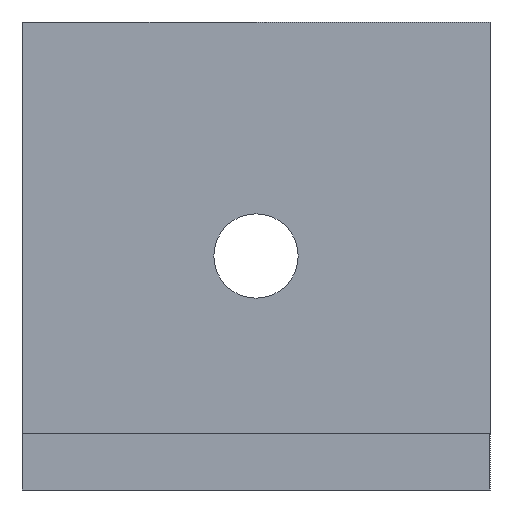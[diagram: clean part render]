
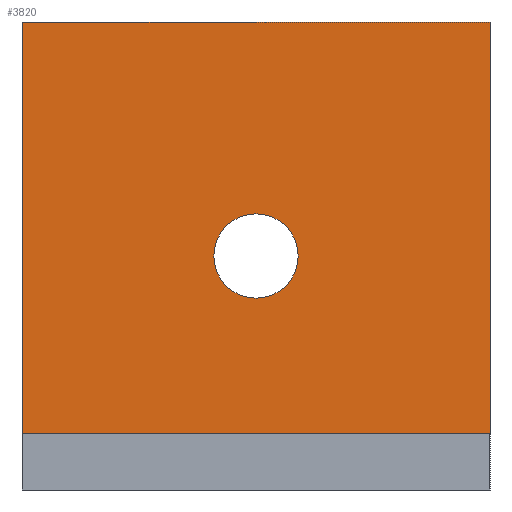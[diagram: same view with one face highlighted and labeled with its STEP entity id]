
A CAD part, left-side view. The second image highlights one B-rep face of the part: STEP entity #3820.
In plain terms, the highlighted planar face has unit normal (-1, 0, 0).
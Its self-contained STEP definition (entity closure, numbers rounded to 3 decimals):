
#2020=CARTESIAN_POINT('',(54.,0.,6.));
#2030=VERTEX_POINT('',#2020);
#2180=CARTESIAN_POINT('',(54.,50.,6.));
#2190=VERTEX_POINT('',#2180);
#2220=CARTESIAN_POINT('',(54.,0.,6.));
#2230=DIRECTION('',(0.,-1.,0.));
#2240=VECTOR('',#2230,1.);
#2250=LINE('',#2220,#2240);
#2260=EDGE_CURVE('',#2190,#2030,#2250,.T.);
#2430=CARTESIAN_POINT('',(54.,0.,6.));
#2440=DIRECTION('',(0.,0.,1.));
#2450=VECTOR('',#2440,1.);
#2460=LINE('',#2430,#2450);
#2470=CARTESIAN_POINT('',(54.,0.,50.));
#2480=VERTEX_POINT('',#2470);
#2490=EDGE_CURVE('',#2030,#2480,#2460,.T.);
#3180=CARTESIAN_POINT('',(54.,50.,50.));
#3190=VERTEX_POINT('',#3180);
#3220=CARTESIAN_POINT('',(54.,50.,6.));
#3230=DIRECTION('',(0.,0.,1.));
#3240=VECTOR('',#3230,1.);
#3250=LINE('',#3220,#3240);
#3260=EDGE_CURVE('',#2190,#3190,#3250,.T.);
#3510=CARTESIAN_POINT('',(54.,0.,6.));
#3520=DIRECTION('',(-1.,0.,0.));
#3530=DIRECTION('',(0.,1.,0.));
#3540=AXIS2_PLACEMENT_3D('',#3510,#3520,#3530);
#3550=PLANE('',#3540);
#3560=ORIENTED_EDGE('',*,*,#3260,.F.);
#3570=CARTESIAN_POINT('',(54.,50.,50.));
#3580=DIRECTION('',(0.,-1.,0.));
#3590=VECTOR('',#3580,1.);
#3600=LINE('',#3570,#3590);
#3610=EDGE_CURVE('',#3190,#2480,#3600,.T.);
#3620=ORIENTED_EDGE('',*,*,#3610,.F.);
#3630=ORIENTED_EDGE('',*,*,#2490,.T.);
#3640=ORIENTED_EDGE('',*,*,#2260,.T.);
#3650=EDGE_LOOP('',(#3640,#3630,#3620,#3560));
#3660=FACE_OUTER_BOUND('',#3650,.T.);
#3670=CARTESIAN_POINT('',(54.,25.,25.));
#3680=DIRECTION('',(1.,0.,0.));
#3690=DIRECTION('',(0.,-1.,0.));
#3700=AXIS2_PLACEMENT_3D('',#3670,#3680,#3690);
#3710=CIRCLE('',#3700,4.5);
#3720=CARTESIAN_POINT('',(54.,20.5,25.));
#3730=VERTEX_POINT('',#3720);
#3740=CARTESIAN_POINT('',(54.,29.5,25.));
#3750=VERTEX_POINT('',#3740);
#3760=EDGE_CURVE('',#3730,#3750,#3710,.T.);
#3770=ORIENTED_EDGE('',*,*,#3760,.T.);
#3780=EDGE_CURVE('',#3750,#3730,#3710,.T.);
#3790=ORIENTED_EDGE('',*,*,#3780,.T.);
#3800=EDGE_LOOP('',(#3790,#3770));
#3810=FACE_BOUND('',#3800,.T.);
#3820=ADVANCED_FACE('',(#3660,#3810),#3550,.T.);
